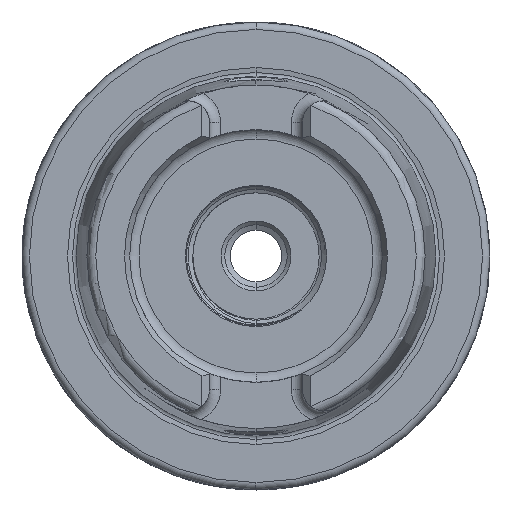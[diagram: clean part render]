
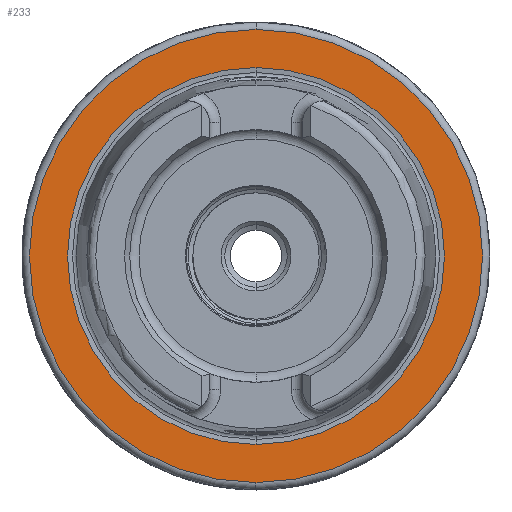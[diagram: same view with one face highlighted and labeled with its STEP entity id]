
A CAD part, left-side view. The second image highlights one B-rep face of the part: STEP entity #233.
In plain terms, the highlighted planar face has unit normal (-1, 0, 0).
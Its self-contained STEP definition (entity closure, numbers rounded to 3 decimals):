
#233 = ADVANCED_FACE ( 'NONE', ( #3493, #3503 ), #26377, .T. ) ;
#595 = CARTESIAN_POINT ( 'NONE',  ( 0., 0., -30.5 ) ) ;
#607 = CARTESIAN_POINT ( 'NONE',  ( 0., 0., 30.5 ) ) ;
#753 = CARTESIAN_POINT ( 'NONE',  ( 0., 0., -25.369 ) ) ;
#757 = CARTESIAN_POINT ( 'NONE',  ( 0., 0., 25.369 ) ) ;
#1987 = EDGE_CURVE ( 'NONE', #9461, #9457, #21137, .T. ) ;
#3493 = FACE_OUTER_BOUND ( 'NONE', #9563, .T. ) ;
#3501 = AXIS2_PLACEMENT_3D ( 'NONE', #26378, #26379, #26380 ) ;
#3503 = FACE_BOUND ( 'NONE', #9600, .T. ) ;
#4557 = CARTESIAN_POINT ( 'NONE',  ( 0., 0., 0. ) ) ;
#4558 = DIRECTION ( 'NONE',  ( 1., 0., 0. ) ) ;
#4559 = DIRECTION ( 'NONE',  ( 0., 0., -1. ) ) ;
#8747 = AXIS2_PLACEMENT_3D ( 'NONE', #16910, #16911, #16912 ) ;
#9457 = VERTEX_POINT ( 'NONE', #753 ) ;
#9461 = VERTEX_POINT ( 'NONE', #757 ) ;
#9563 = EDGE_LOOP ( 'NONE', ( #22978, #22977 ) ) ;
#9600 = EDGE_LOOP ( 'NONE', ( #22975, #22976 ) ) ;
#11103 = CARTESIAN_POINT ( 'NONE',  ( 0., 0., 0. ) ) ;
#11107 = DIRECTION ( 'NONE',  ( 1., 0., 0. ) ) ;
#11108 = DIRECTION ( 'NONE',  ( 0., 0., -1. ) ) ;
#11136 = VERTEX_POINT ( 'NONE', #595 ) ;
#11148 = VERTEX_POINT ( 'NONE', #607 ) ;
#12531 = EDGE_CURVE ( 'NONE', #11148, #11136, #21216, .T. ) ;
#12605 = AXIS2_PLACEMENT_3D ( 'NONE', #4557, #4558, #4559 ) ;
#16910 = CARTESIAN_POINT ( 'NONE',  ( 0., 0., 0. ) ) ;
#16911 = DIRECTION ( 'NONE',  ( -1., 0., 0. ) ) ;
#16912 = DIRECTION ( 'NONE',  ( 0., 0., 1. ) ) ;
#21137 = CIRCLE ( 'NONE', #28320, 25.369 ) ;
#21216 = CIRCLE ( 'NONE', #28036, 30.5 ) ;
#21785 = CIRCLE ( 'NONE', #12605, 25.369 ) ;
#21797 = CIRCLE ( 'NONE', #8747, 30.5 ) ;
#22975 = ORIENTED_EDGE ( 'NONE', *, *, #1987, .T. ) ;
#22976 = ORIENTED_EDGE ( 'NONE', *, *, #25229, .T. ) ;
#22977 = ORIENTED_EDGE ( 'NONE', *, *, #25263, .T. ) ;
#22978 = ORIENTED_EDGE ( 'NONE', *, *, #12531, .T. ) ;
#23544 = CARTESIAN_POINT ( 'NONE',  ( 0., 0., 0. ) ) ;
#23545 = DIRECTION ( 'NONE',  ( -1., 0., 0. ) ) ;
#23546 = DIRECTION ( 'NONE',  ( 0., 0., 1. ) ) ;
#25229 = EDGE_CURVE ( 'NONE', #9457, #9461, #21785, .T. ) ;
#25263 = EDGE_CURVE ( 'NONE', #11136, #11148, #21797, .T. ) ;
#26377 = PLANE ( 'NONE',  #3501 ) ;
#26378 = CARTESIAN_POINT ( 'NONE',  ( 0., 25.369, 0. ) ) ;
#26379 = DIRECTION ( 'NONE',  ( -1., 0., 0. ) ) ;
#26380 = DIRECTION ( 'NONE',  ( 0., 0., 1. ) ) ;
#28036 = AXIS2_PLACEMENT_3D ( 'NONE', #23544, #23545, #23546 ) ;
#28320 = AXIS2_PLACEMENT_3D ( 'NONE', #11103, #11107, #11108 ) ;
